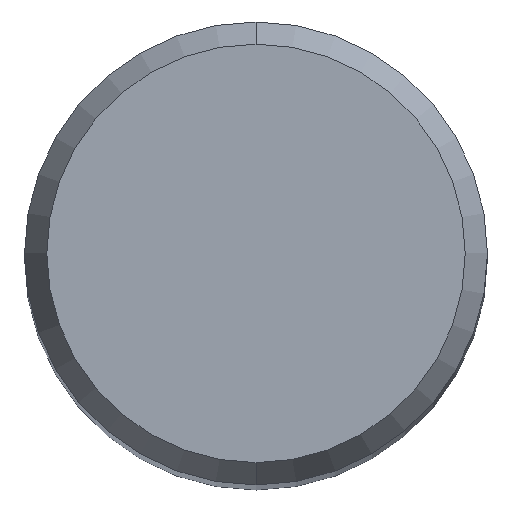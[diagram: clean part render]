
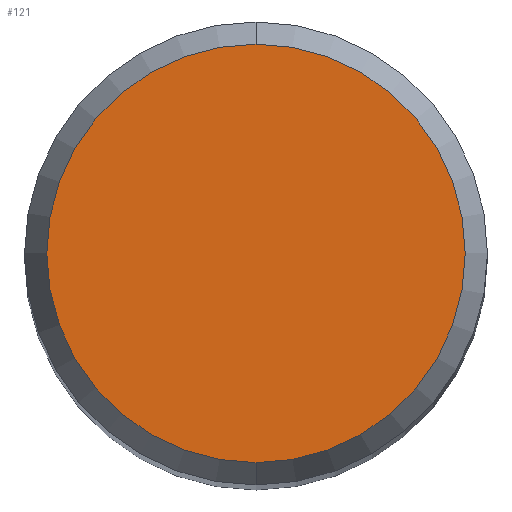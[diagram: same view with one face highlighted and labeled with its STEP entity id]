
A CAD part, top view. The second image highlights one B-rep face of the part: STEP entity #121.
In plain terms, the highlighted planar face has unit normal (0, 0, 1).
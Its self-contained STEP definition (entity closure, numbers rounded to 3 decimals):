
#109=EDGE_CURVE('',#195,#145,#262,.T.);
#121=ADVANCED_FACE('',(#275),#276,.T.);
#145=VERTEX_POINT('',#301);
#195=VERTEX_POINT('',#361);
#201=EDGE_CURVE('',#145,#195,#368,.T.);
#262=CIRCLE('',#427,2.158);
#275=FACE_OUTER_BOUND('',#443,.T.);
#276=PLANE('',#444);
#301=CARTESIAN_POINT('',(0.0,2.158,0.));
#361=CARTESIAN_POINT('',(0.,-2.158,0.));
#368=CIRCLE('',#561,2.158);
#427=AXIS2_PLACEMENT_3D('',#617,#618,#619);
#443=EDGE_LOOP('',(#632,#633));
#444=AXIS2_PLACEMENT_3D('',#634,#635,#636);
#561=AXIS2_PLACEMENT_3D('',#766,#767,#768);
#617=CARTESIAN_POINT('',(0.0,0.0,0.));
#618=DIRECTION('',(0.0,0.0,-1.0));
#619=DIRECTION('',(0.0,1.0,0.0));
#632=ORIENTED_EDGE('',*,*,#201,.F.);
#633=ORIENTED_EDGE('',*,*,#109,.F.);
#634=CARTESIAN_POINT('',(0.0,1.079,0.));
#635=DIRECTION('',(-0.0,0.0,1.0));
#636=DIRECTION('',(0.0,-1.0,0.0));
#766=CARTESIAN_POINT('',(0.0,0.0,0.));
#767=DIRECTION('',(0.0,0.0,-1.0));
#768=DIRECTION('',(0.0,1.0,0.0));
